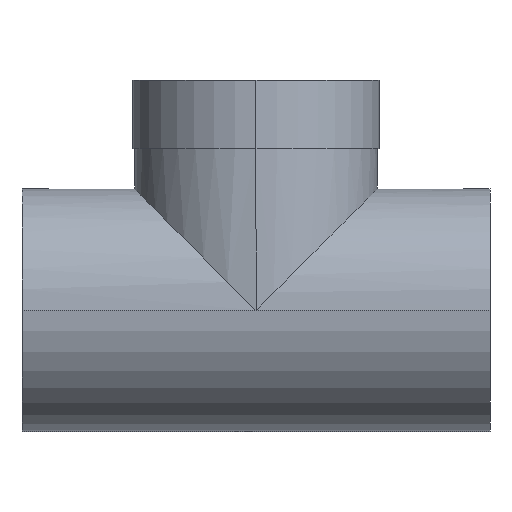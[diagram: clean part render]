
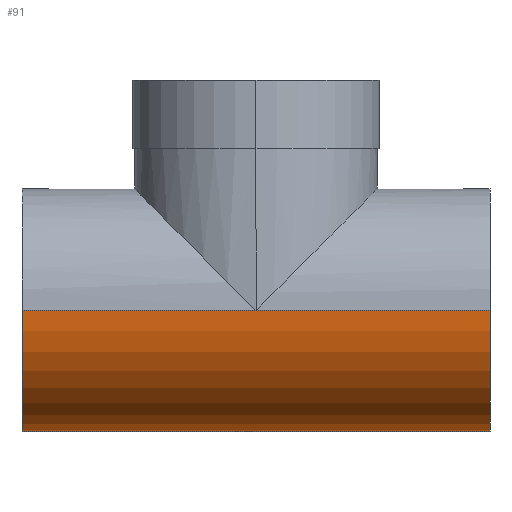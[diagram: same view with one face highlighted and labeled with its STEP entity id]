
A CAD part, left-side view. The second image highlights one B-rep face of the part: STEP entity #91.
In plain terms, the highlighted cylindrical face has radius 14.25 mm (diameter 28.5 mm), a partial arc.
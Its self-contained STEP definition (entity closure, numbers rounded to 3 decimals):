
#91=ADVANCED_FACE('',(#183),#184,.T.);
#183=FACE_OUTER_BOUND('',#270,.T.);
#184=CYLINDRICAL_SURFACE('',#271,14.25);
#270=EDGE_LOOP('',(#459,#460,#461,#462,#463,#464));
#271=AXIS2_PLACEMENT_3D('',#465,#466,#467);
#459=ORIENTED_EDGE('',*,*,#491,.T.);
#460=ORIENTED_EDGE('',*,*,#558,.F.);
#461=ORIENTED_EDGE('',*,*,#493,.T.);
#462=ORIENTED_EDGE('',*,*,#488,.T.);
#463=ORIENTED_EDGE('',*,*,#559,.F.);
#464=ORIENTED_EDGE('',*,*,#486,.T.);
#465=CARTESIAN_POINT('',(0.0,0.0,0.0));
#466=DIRECTION('',(0.0,-1.0,0.0));
#467=DIRECTION('',(1.0,0.0,0.0));
#486=EDGE_CURVE('',#564,#565,#566,.T.);
#488=EDGE_CURVE('',#569,#567,#570,.T.);
#491=EDGE_CURVE('',#565,#573,#574,.T.);
#493=EDGE_CURVE('',#576,#569,#577,.T.);
#558=EDGE_CURVE('',#576,#573,#670,.T.);
#559=EDGE_CURVE('',#564,#567,#671,.T.);
#564=VERTEX_POINT('',#676);
#565=VERTEX_POINT('',#677);
#566=LINE('',#678,#679);
#567=VERTEX_POINT('',#680);
#569=VERTEX_POINT('',#682);
#570=LINE('',#683,#684);
#573=VERTEX_POINT('',#687);
#574=LINE('',#688,#689);
#576=VERTEX_POINT('',#691);
#577=LINE('',#692,#693);
#670=CIRCLE('',#801,14.25);
#671=CIRCLE('',#802,14.25);
#676=CARTESIAN_POINT('',(14.25,27.5,0.0));
#677=CARTESIAN_POINT('',(14.25,0.0,0.0));
#678=CARTESIAN_POINT('',(14.25,0.0,0.));
#679=VECTOR('',#806,1.0);
#680=CARTESIAN_POINT('',(-14.25,27.5,0.));
#682=CARTESIAN_POINT('',(-14.25,0.,0.0));
#683=CARTESIAN_POINT('',(-14.25,0.0,0.));
#684=VECTOR('',#810,1.0);
#687=CARTESIAN_POINT('',(14.25,-27.5,0.0));
#688=CARTESIAN_POINT('',(14.25,0.0,0.));
#689=VECTOR('',#814,1.0);
#691=CARTESIAN_POINT('',(-14.25,-27.5,0.));
#692=CARTESIAN_POINT('',(-14.25,0.0,0.));
#693=VECTOR('',#818,1.0);
#801=AXIS2_PLACEMENT_3D('',#921,#922,#923);
#802=AXIS2_PLACEMENT_3D('',#924,#925,#926);
#806=DIRECTION('',(0.0,-1.0,0.0));
#810=DIRECTION('',(-0.0,1.0,-0.0));
#814=DIRECTION('',(0.0,-1.0,0.0));
#818=DIRECTION('',(-0.0,1.0,-0.0));
#921=CARTESIAN_POINT('',(0.0,-27.5,0.0));
#922=DIRECTION('',(0.0,-1.0,0.0));
#923=DIRECTION('',(1.0,0.0,0.0));
#924=CARTESIAN_POINT('',(0.0,27.5,0.0));
#925=DIRECTION('',(-0.0,1.0,0.0));
#926=DIRECTION('',(1.0,0.0,0.0));
